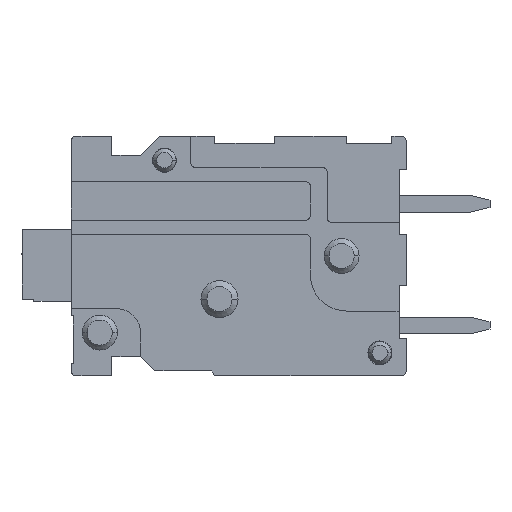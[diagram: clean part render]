
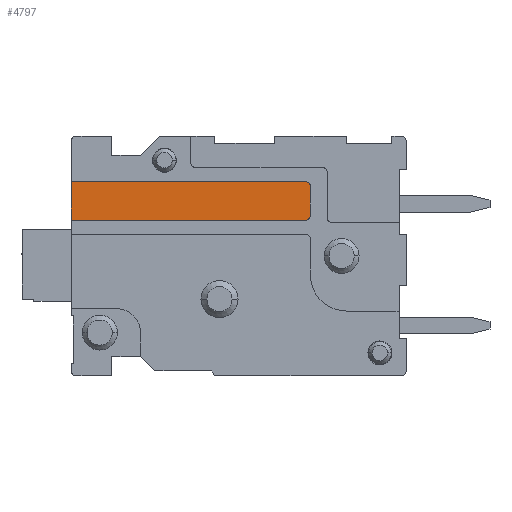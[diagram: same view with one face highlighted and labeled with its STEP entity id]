
A CAD part, left-side view. The second image highlights one B-rep face of the part: STEP entity #4797.
In plain terms, the highlighted face is planar.
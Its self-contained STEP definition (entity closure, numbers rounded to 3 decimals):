
#138 = EDGE_LOOP ( 'NONE', ( #3573, #4278, #4380, #3144, #1701, #349 ) ) ;
#349 = ORIENTED_EDGE ( 'NONE', *, *, #377, .T. ) ;
#377 = EDGE_CURVE ( 'NONE', #8936, #1384, #9278, .T. ) ;
#493 = CARTESIAN_POINT ( 'NONE',  ( 7.9, 4., 3.54 ) ) ;
#663 = CARTESIAN_POINT ( 'NONE',  ( 0., 0., 3.54 ) ) ;
#736 = DIRECTION ( 'NONE',  ( -1., 0., 0. ) ) ;
#861 = PLANE ( 'NONE',  #9436 ) ;
#1234 = CARTESIAN_POINT ( 'NONE',  ( 8.1, 14., 3.54 ) ) ;
#1384 = VERTEX_POINT ( 'NONE', #12357 ) ;
#1701 = ORIENTED_EDGE ( 'NONE', *, *, #5515, .T. ) ;
#1753 = DIRECTION ( 'NONE',  ( 0., 0., 1. ) ) ;
#2536 = DIRECTION ( 'NONE',  ( 0., 0., 1. ) ) ;
#3144 = ORIENTED_EDGE ( 'NONE', *, *, #3647, .F. ) ;
#3305 = CARTESIAN_POINT ( 'NONE',  ( 6.7, 4., 3.54 ) ) ;
#3334 = DIRECTION ( 'NONE',  ( 0., 0., 1. ) ) ;
#3573 = ORIENTED_EDGE ( 'NONE', *, *, #7177, .T. ) ;
#3645 = AXIS2_PLACEMENT_3D ( 'NONE', #6441, #1753, #7325 ) ;
#3647 = EDGE_CURVE ( 'NONE', #6103, #11038, #10006, .T. ) ;
#4180 = DIRECTION ( 'NONE',  ( 1., 0., 0. ) ) ;
#4278 = ORIENTED_EDGE ( 'NONE', *, *, #6337, .T. ) ;
#4380 = ORIENTED_EDGE ( 'NONE', *, *, #11374, .T. ) ;
#4402 = CARTESIAN_POINT ( 'NONE',  ( 8.1, 4.2, 3.54 ) ) ;
#4417 = AXIS2_PLACEMENT_3D ( 'NONE', #7020, #3334, #736 ) ;
#4797 = ADVANCED_FACE ( 'NONE', ( #7094 ), #861, .T. ) ;
#5515 = EDGE_CURVE ( 'NONE', #6103, #8936, #8163, .T. ) ;
#5863 = CARTESIAN_POINT ( 'NONE',  ( 6.5, 14., 3.54 ) ) ;
#6103 = VERTEX_POINT ( 'NONE', #10783 ) ;
#6337 = EDGE_CURVE ( 'NONE', #7836, #9501, #7860, .T. ) ;
#6366 = DIRECTION ( 'NONE',  ( 1., 0., 0. ) ) ;
#6441 = CARTESIAN_POINT ( 'NONE',  ( 7.9, 4.2, 3.54 ) ) ;
#6472 = LINE ( 'NONE', #9392, #10501 ) ;
#7020 = CARTESIAN_POINT ( 'NONE',  ( 6.7, 4.2, 3.54 ) ) ;
#7094 = FACE_OUTER_BOUND ( 'NONE', #138, .T. ) ;
#7177 = EDGE_CURVE ( 'NONE', #1384, #7836, #8590, .T. ) ;
#7325 = DIRECTION ( 'NONE',  ( 0., -1., 0. ) ) ;
#7836 = VERTEX_POINT ( 'NONE', #493 ) ;
#7851 = VECTOR ( 'NONE', #7911, 1000. ) ;
#7860 = CIRCLE ( 'NONE', #3645, 0.2 ) ;
#7911 = DIRECTION ( 'NONE',  ( 0., -1., 0. ) ) ;
#8163 = LINE ( 'NONE', #9118, #7851 ) ;
#8590 = LINE ( 'NONE', #3305, #12352 ) ;
#8706 = DIRECTION ( 'NONE',  ( 1., 0., 0. ) ) ;
#8936 = VERTEX_POINT ( 'NONE', #11504 ) ;
#9118 = CARTESIAN_POINT ( 'NONE',  ( 6.5, 14., 3.54 ) ) ;
#9278 = CIRCLE ( 'NONE', #4417, 0.2 ) ;
#9392 = CARTESIAN_POINT ( 'NONE',  ( 8.1, 4.2, 3.54 ) ) ;
#9436 = AXIS2_PLACEMENT_3D ( 'NONE', #663, #2536, #6366 ) ;
#9457 = DIRECTION ( 'NONE',  ( 0., 1., 0. ) ) ;
#9501 = VERTEX_POINT ( 'NONE', #4402 ) ;
#10006 = LINE ( 'NONE', #5863, #10992 ) ;
#10501 = VECTOR ( 'NONE', #9457, 1000. ) ;
#10783 = CARTESIAN_POINT ( 'NONE',  ( 6.5, 14., 3.54 ) ) ;
#10992 = VECTOR ( 'NONE', #4180, 1000. ) ;
#11038 = VERTEX_POINT ( 'NONE', #1234 ) ;
#11374 = EDGE_CURVE ( 'NONE', #9501, #11038, #6472, .T. ) ;
#11504 = CARTESIAN_POINT ( 'NONE',  ( 6.5, 4.2, 3.54 ) ) ;
#12352 = VECTOR ( 'NONE', #8706, 1000. ) ;
#12357 = CARTESIAN_POINT ( 'NONE',  ( 6.7, 4., 3.54 ) ) ;
